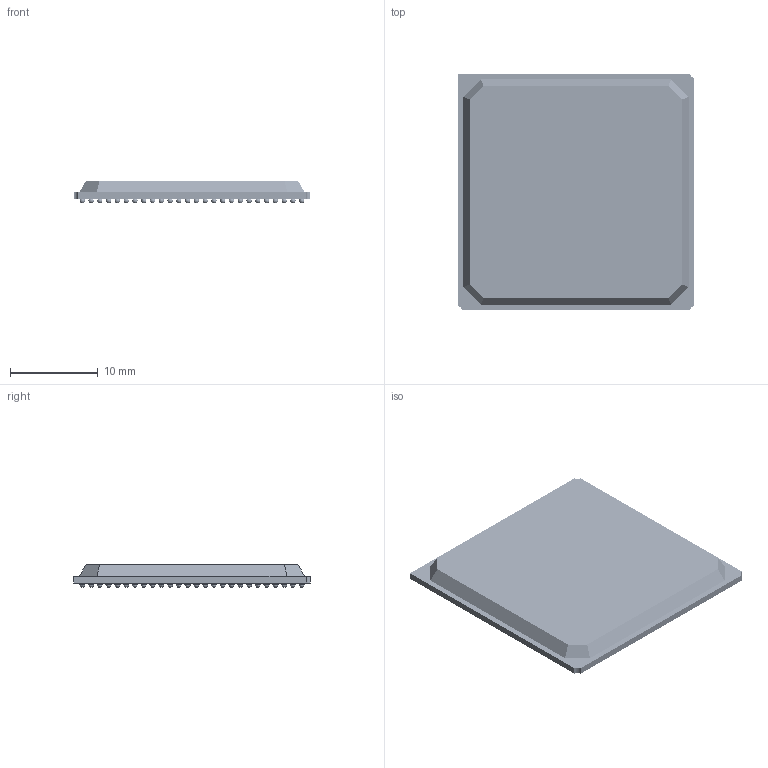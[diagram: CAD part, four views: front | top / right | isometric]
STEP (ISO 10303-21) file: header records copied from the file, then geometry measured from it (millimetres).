
FILE_DESCRIPTION((''),'2;1');
FILE_NAME('BGA676C100P26X26_2700X2700X260.stp','2009-11-17T14:27:32',(''),(''),'Mechanical Desktop 2006','Mechanical Desktop 2006',', , ');
FILE_SCHEMA(('AUTOMOTIVE_DESIGN { 1 2 10303 214 0 1 1 1 }'));
Length unit declared in the file: millimetre
Products named in the file (1): Product
Bounding box: 27 x 27 x 2.6 mm (x, y, z)
Volume: 1447.2 mm3; surface area: 3660.1 mm2
Topology: 678 solids, 678 shells, 2047 faces, 4781 edges, 2066 vertices
Faces by surface type: sphere 1352, plane 692, cylinder 3
Entity records: 33763 total; most frequent: DIRECTION 6855, CARTESIAN_POINT 4835, AXIS2_PLACEMENT_3D 3406, ORIENTED_EDGE 2794, EDGE_LOOP 2723, FACE_OUTER_BOUND 2047, ADVANCED_FACE 2047, EDGE_CURVE 1397
